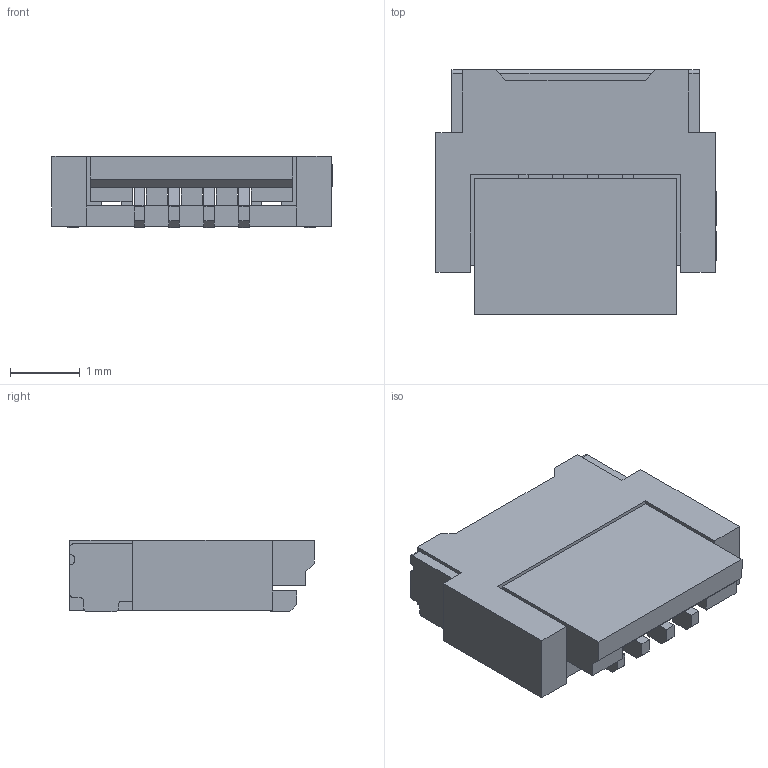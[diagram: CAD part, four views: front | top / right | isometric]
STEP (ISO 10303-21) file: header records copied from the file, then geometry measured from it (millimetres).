
FILE_DESCRIPTION (( 'STEP AP214' ), '1' );
FILE_NAME ('FPC-SMD_4P-P0.50_HC-FPC-05-09-4RLTAG.STEP', '2023-01-08T12:32:56', ( '' ), ( '' ), 'SwSTEP 2.0', 'SolidWorks 2020', '' );
FILE_SCHEMA (( 'AUTOMOTIVE_DESIGN' ));
Length unit declared in the file: millimetre
Products named in the file (1): FPC-SMD_4P-P0.50_HC-FPC-05-09-4RLTAG
Bounding box: 4.01 x 3.5 x 1.02 mm (x, y, z)
Volume: 9.7 mm3; surface area: 75.1 mm2
Topology: 4 solids, 4 shells, 445 faces, 1243 edges, 826 vertices
Faces by surface type: plane 293, bspline 98, cylinder 54
Entity records: 19673 total; most frequent: CARTESIAN_POINT 3821, ORIENTED_EDGE 2486, DIRECTION 1847, EDGE_CURVE 1243, VECTOR 935, LINE 935, VERTEX_POINT 826, EDGE_LOOP 477
